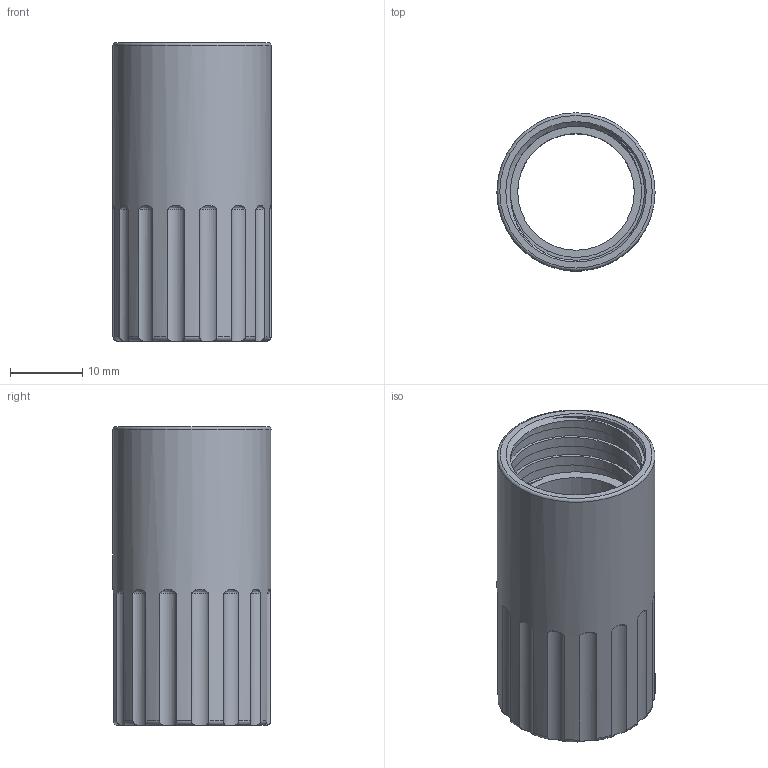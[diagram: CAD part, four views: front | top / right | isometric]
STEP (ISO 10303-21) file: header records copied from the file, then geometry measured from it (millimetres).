
FILE_DESCRIPTION(/* description */ (''),/* implementation_level */ '2;1');
FILE_NAME(/* name */ 'MCDLS F.stp',/* time_stamp */ '2014-11-14T12:39:44+01:00',/* author */ ('sh'),/* organization */ (''),/* preprocessor_version */ 'ST-DEVELOPER v15.2',/* originating_system */ 'Autodesk Inventor 2014',/* authorisation */ '');
FILE_SCHEMA (('AUTOMOTIVE_DESIGN { 1 0 10303 214 3 1 1 }'));
Length unit declared in the file: inch
Products named in the file (1): MCDLS F
Bounding box: 21.84 x 21.84 x 41.27 mm (x, y, z)
Volume: 6051 mm3; surface area: 5568.4 mm2
Topology: 1 solids, 1 shells, 61 faces, 199 edges, 113 vertices
Faces by surface type: cylinder 21, torus 17, bspline 17, plane 5, cone 1
Full cylindrical faces by diameter (mm): 16.129 x2, 17.018 x1, 21.844 x1
Entity records: 3903 total; most frequent: CARTESIAN_POINT 2501, ORIENTED_EDGE 322, DIRECTION 244, EDGE_CURVE 161, VERTEX_POINT 112, AXIS2_PLACEMENT_3D 106, EDGE_LOOP 73, FACE_OUTER_BOUND 61
